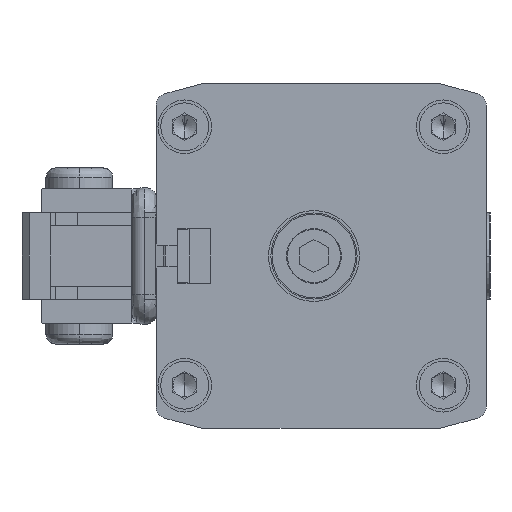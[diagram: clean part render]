
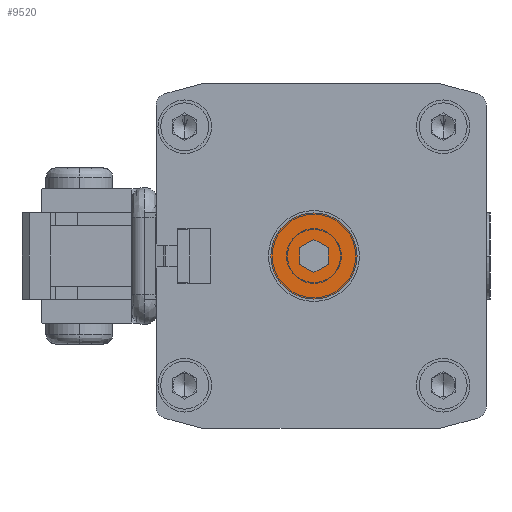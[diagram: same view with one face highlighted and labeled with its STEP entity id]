
A CAD part, left-side view. The second image highlights one B-rep face of the part: STEP entity #9520.
In plain terms, the highlighted planar face has unit normal (-1, 0, 0).
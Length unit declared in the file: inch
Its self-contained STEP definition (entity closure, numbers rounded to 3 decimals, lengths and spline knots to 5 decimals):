
#162 = CARTESIAN_POINT ( 'NONE',  ( -29.5585, 0.00787, -0.06819 ) ) ;
#792 = PLANE ( 'NONE',  #14518 ) ;
#1000 = EDGE_CURVE ( 'NONE', #23060, #18969, #3933, .T. ) ;
#1194 = EDGE_CURVE ( 'NONE', #11290, #14706, #6811, .T. ) ;
#1277 = CARTESIAN_POINT ( 'NONE',  ( -29.5585, -0.22835, 0.06819 ) ) ;
#1964 = LINE ( 'NONE', #9852, #9009 ) ;
#2003 = EDGE_CURVE ( 'NONE', #10131, #11101, #1964, .T. ) ;
#2224 = DIRECTION ( 'NONE',  ( 1., 0., 0. ) ) ;
#2447 = CARTESIAN_POINT ( 'NONE',  ( -29.5585, -0.22835, -0.06819 ) ) ;
#2501 = DIRECTION ( 'NONE',  ( 0., 0., 1. ) ) ;
#2888 = ORIENTED_EDGE ( 'NONE', *, *, #22523, .F. ) ;
#3304 = VECTOR ( 'NONE', #15112, 39.37008 ) ;
#3698 = EDGE_CURVE ( 'NONE', #24226, #10131, #23899, .T. ) ;
#3933 = CIRCLE ( 'NONE', #16705, 0.35433 ) ;
#4173 = DIRECTION ( 'NONE',  ( 0., 0., 1. ) ) ;
#4414 = CARTESIAN_POINT ( 'NONE',  ( -29.5585, -0.11024, 0. ) ) ;
#4691 = FACE_OUTER_BOUND ( 'NONE', #10604, .T. ) ;
#5028 = EDGE_LOOP ( 'NONE', ( #5865, #22437, #7808, #5467, #12286, #19082 ) ) ;
#5073 = CARTESIAN_POINT ( 'NONE',  ( -29.5585, -0.11024, 0.35433 ) ) ;
#5467 = ORIENTED_EDGE ( 'NONE', *, *, #1194, .T. ) ;
#5576 = AXIS2_PLACEMENT_3D ( 'NONE', #24219, #14394, #12481 ) ;
#5627 = VECTOR ( 'NONE', #2501, 39.37008 ) ;
#5865 = ORIENTED_EDGE ( 'NONE', *, *, #2003, .T. ) ;
#6493 = DIRECTION ( 'NONE',  ( 1., 0., 0. ) ) ;
#6584 = EDGE_CURVE ( 'NONE', #11101, #9437, #24204, .T. ) ;
#6632 = FACE_BOUND ( 'NONE', #5028, .T. ) ;
#6811 = LINE ( 'NONE', #10834, #17924 ) ;
#7808 = ORIENTED_EDGE ( 'NONE', *, *, #22902, .T. ) ;
#8330 = CARTESIAN_POINT ( 'NONE',  ( -29.5585, -0.11024, -0.35433 ) ) ;
#8435 = CARTESIAN_POINT ( 'NONE',  ( -29.5585, 0.00787, 0.06819 ) ) ;
#9009 = VECTOR ( 'NONE', #15905, 39.37008 ) ;
#9437 = VERTEX_POINT ( 'NONE', #11803 ) ;
#9520 = ADVANCED_FACE ( 'NONE', ( #4691, #6632 ), #792, .F. ) ;
#9852 = CARTESIAN_POINT ( 'NONE',  ( -29.5585, -0.11024, -0.13638 ) ) ;
#10117 = CIRCLE ( 'NONE', #5576, 0.35433 ) ;
#10131 = VERTEX_POINT ( 'NONE', #11739 ) ;
#10356 = LINE ( 'NONE', #16268, #3304 ) ;
#10604 = EDGE_LOOP ( 'NONE', ( #2888, #20110 ) ) ;
#10834 = CARTESIAN_POINT ( 'NONE',  ( -29.5585, -0.11024, 0.13638 ) ) ;
#11101 = VERTEX_POINT ( 'NONE', #22355 ) ;
#11290 = VERTEX_POINT ( 'NONE', #19103 ) ;
#11739 = CARTESIAN_POINT ( 'NONE',  ( -29.5585, -0.11024, -0.13638 ) ) ;
#11803 = CARTESIAN_POINT ( 'NONE',  ( -29.5585, 0.00787, 0.06819 ) ) ;
#12286 = ORIENTED_EDGE ( 'NONE', *, *, #12435, .T. ) ;
#12294 = DIRECTION ( 'NONE',  ( 0., 0., 1. ) ) ;
#12435 = EDGE_CURVE ( 'NONE', #14706, #24226, #10356, .T. ) ;
#12481 = DIRECTION ( 'NONE',  ( 0., 0., 1. ) ) ;
#13016 = VECTOR ( 'NONE', #22497, 39.37008 ) ;
#13692 = VECTOR ( 'NONE', #24038, 39.37008 ) ;
#14203 = CARTESIAN_POINT ( 'NONE',  ( -29.5585, -0.22835, -0.06819 ) ) ;
#14394 = DIRECTION ( 'NONE',  ( 1., 0., 0. ) ) ;
#14518 = AXIS2_PLACEMENT_3D ( 'NONE', #16291, #2224, #4173 ) ;
#14706 = VERTEX_POINT ( 'NONE', #1277 ) ;
#15112 = DIRECTION ( 'NONE',  ( 0., 0., -1. ) ) ;
#15905 = DIRECTION ( 'NONE',  ( 0., 0.866, 0.5 ) ) ;
#16268 = CARTESIAN_POINT ( 'NONE',  ( -29.5585, -0.22835, 0.06819 ) ) ;
#16291 = CARTESIAN_POINT ( 'NONE',  ( -29.5585, 0.24409, -1.41732 ) ) ;
#16705 = AXIS2_PLACEMENT_3D ( 'NONE', #4414, #6493, #12294 ) ;
#17924 = VECTOR ( 'NONE', #20099, 39.37008 ) ;
#18096 = LINE ( 'NONE', #8435, #13016 ) ;
#18969 = VERTEX_POINT ( 'NONE', #8330 ) ;
#19082 = ORIENTED_EDGE ( 'NONE', *, *, #3698, .T. ) ;
#19103 = CARTESIAN_POINT ( 'NONE',  ( -29.5585, -0.11024, 0.13638 ) ) ;
#20099 = DIRECTION ( 'NONE',  ( 0., -0.866, -0.5 ) ) ;
#20110 = ORIENTED_EDGE ( 'NONE', *, *, #1000, .F. ) ;
#22355 = CARTESIAN_POINT ( 'NONE',  ( -29.5585, 0.00787, -0.06819 ) ) ;
#22437 = ORIENTED_EDGE ( 'NONE', *, *, #6584, .T. ) ;
#22497 = DIRECTION ( 'NONE',  ( 0., -0.866, 0.5 ) ) ;
#22523 = EDGE_CURVE ( 'NONE', #18969, #23060, #10117, .T. ) ;
#22902 = EDGE_CURVE ( 'NONE', #9437, #11290, #18096, .T. ) ;
#23060 = VERTEX_POINT ( 'NONE', #5073 ) ;
#23899 = LINE ( 'NONE', #2447, #13692 ) ;
#24038 = DIRECTION ( 'NONE',  ( 0., 0.866, -0.5 ) ) ;
#24204 = LINE ( 'NONE', #162, #5627 ) ;
#24219 = CARTESIAN_POINT ( 'NONE',  ( -29.5585, -0.11024, 0. ) ) ;
#24226 = VERTEX_POINT ( 'NONE', #14203 ) ;
